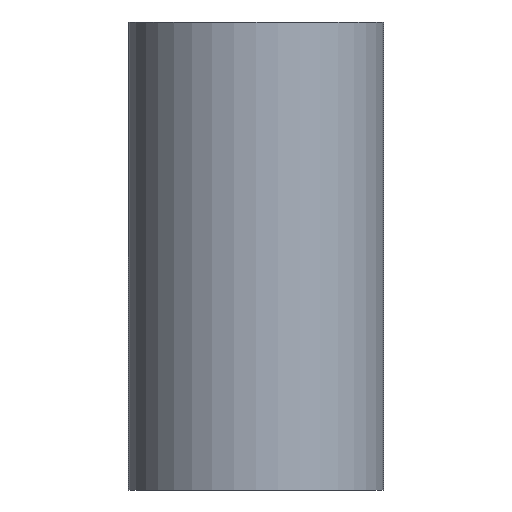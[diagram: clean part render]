
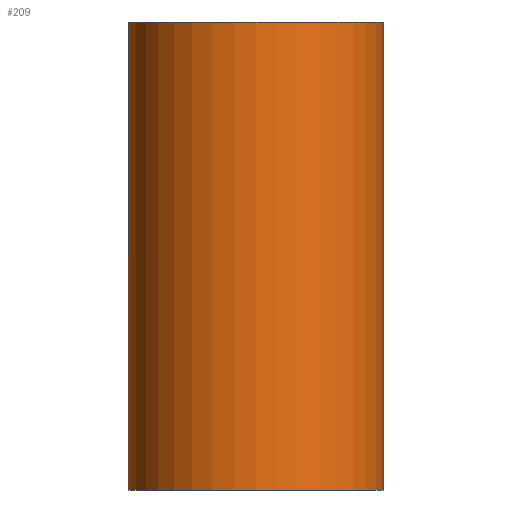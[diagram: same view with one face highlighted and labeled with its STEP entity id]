
A CAD part, front view. The second image highlights one B-rep face of the part: STEP entity #209.
In plain terms, the highlighted cylindrical face has radius 72.5 mm (diameter 145 mm), a full revolution.
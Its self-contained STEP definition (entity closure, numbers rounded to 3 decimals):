
#17=ELLIPSE('',#244,102.53,72.5);
#18=ELLIPSE('',#245,102.53,72.5);
#31=CYLINDRICAL_SURFACE('',#246,72.5);
#48=FACE_BOUND('',#98,.T.);
#49=FACE_BOUND('',#99,.T.);
#65=FACE_OUTER_BOUND('',#97,.T.);
#97=EDGE_LOOP('',(#187));
#98=EDGE_LOOP('',(#188,#189));
#99=EDGE_LOOP('',(#190));
#107=CIRCLE('',#225,72.5);
#111=CIRCLE('',#232,72.5);
#122=VERTEX_POINT('',#340);
#126=VERTEX_POINT('',#351);
#132=VERTEX_POINT('',#369);
#133=VERTEX_POINT('',#370);
#141=EDGE_CURVE('',#122,#122,#107,.T.);
#145=EDGE_CURVE('',#126,#126,#111,.T.);
#151=EDGE_CURVE('',#132,#133,#17,.T.);
#152=EDGE_CURVE('',#133,#132,#18,.T.);
#187=ORIENTED_EDGE('',*,*,#141,.F.);
#188=ORIENTED_EDGE('',*,*,#152,.T.);
#189=ORIENTED_EDGE('',*,*,#151,.T.);
#190=ORIENTED_EDGE('',*,*,#145,.F.);
#209=ADVANCED_FACE('',(#65,#48,#49),#31,.T.);
#225=AXIS2_PLACEMENT_3D('',#341,#275,#276);
#232=AXIS2_PLACEMENT_3D('',#352,#289,#290);
#244=AXIS2_PLACEMENT_3D('',#371,#313,#314);
#245=AXIS2_PLACEMENT_3D('',#372,#315,#316);
#246=AXIS2_PLACEMENT_3D('',#373,#317,#318);
#275=DIRECTION('center_axis',(0.,0.,-1.));
#276=DIRECTION('ref_axis',(-1.,0.,0.));
#289=DIRECTION('center_axis',(0.,0.,1.));
#290=DIRECTION('ref_axis',(-1.,0.,0.));
#313=DIRECTION('center_axis',(0.,-0.707,-0.707));
#314=DIRECTION('ref_axis',(0.,0.707,-0.707));
#315=DIRECTION('center_axis',(0.,-0.707,0.707));
#316=DIRECTION('ref_axis',(0.,-0.707,-0.707));
#317=DIRECTION('center_axis',(0.,0.,1.));
#318=DIRECTION('ref_axis',(-1.,0.,0.));
#340=CARTESIAN_POINT('',(72.5,0.,-133.));
#341=CARTESIAN_POINT('Origin',(0.,0.,-133.));
#351=CARTESIAN_POINT('',(72.5,0.,133.));
#352=CARTESIAN_POINT('Origin',(0.,0.,133.));
#369=CARTESIAN_POINT('',(-72.5,0.,0.));
#370=CARTESIAN_POINT('',(72.5,0.,0.));
#371=CARTESIAN_POINT('Origin',(0.,0.,0.));
#372=CARTESIAN_POINT('Origin',(0.,0.,0.));
#373=CARTESIAN_POINT('Origin',(0.,0.,0.));
